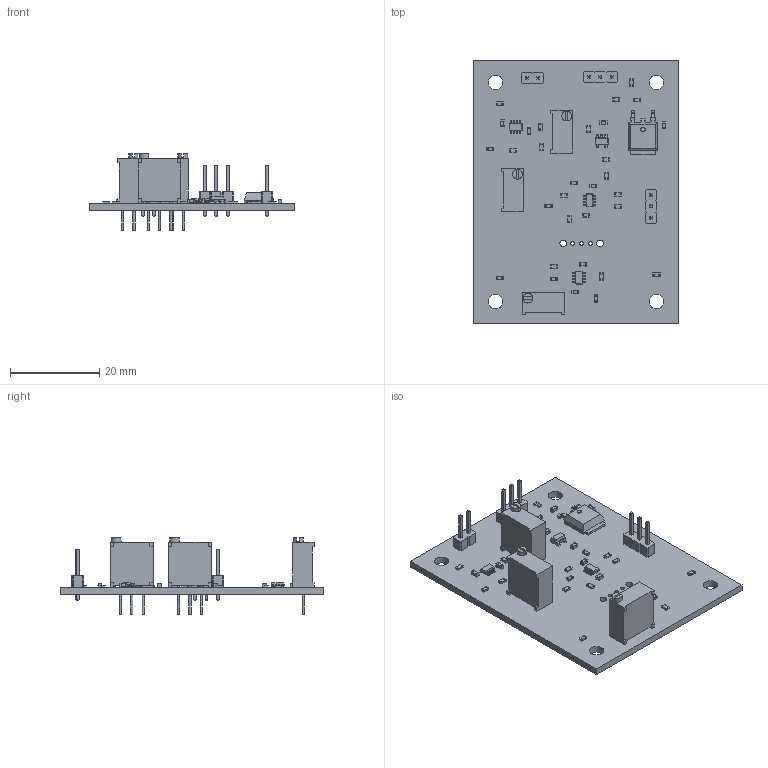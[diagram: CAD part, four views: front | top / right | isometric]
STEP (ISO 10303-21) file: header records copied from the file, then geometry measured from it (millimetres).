
FILE_DESCRIPTION(('KiCad electronic assembly'),'2;1');
FILE_NAME('plaqchek_potentiostat.step','2025-01-14T18:37:25',('Pcbnew'), ('Kicad'),'Open CASCADE STEP processor 7.6','KiCad to STEP converter', 'Unknown');
FILE_SCHEMA(('AUTOMOTIVE_DESIGN { 1 0 10303 214 1 1 1 1 }'));
Length unit declared in the file: millimetre
Products named in the file (20): plaqchek_potentiostat 1; Potentiometer_Bourns_3296Y_Vertical; SOLID; Potentiometer_Bourns_3296W_Vertical; TO-252-2; COMPOUND; R_0603_1608Metric; C_0603_1608Metric; PinHeader_1x02_P2.54mm_Vertical; PinHeader_1x03_P2.54mm_Vertical; TSOT-23-8; SOT-23-5; plaqchek_potentiostat PCB
Assembly tree (52 placements, depth 3):
  plaqchek_potentiostat 1
    Potentiometer_Bourns_3296Y_Vertical  x2
      SOLID
    Potentiometer_Bourns_3296W_Vertical
      SOLID
    TO-252-2
      COMPOUND
    R_0603_1608Metric  x21
      SOLID
    C_0603_1608Metric  x10
      SOLID
    PinHeader_1x02_P2.54mm_Vertical
      SOLID
    PinHeader_1x03_P2.54mm_Vertical  x2
      SOLID
    TSOT-23-8  x3
      SOLID
    SOT-23-5
      SOLID
    plaqchek_potentiostat PCB
Bounding box: 46 x 59 x 17.07 mm (x, y, z)
Volume: 5766.3 mm3; surface area: 7943.5 mm2
Topology: 47 solids, 47 shells, 1812 faces, 4637 edges, 2968 vertices
Faces by surface type: plane 1232, cylinder 455, bspline 125
Full cylindrical faces by diameter (mm): 0.51 x9, 0.8 x12, 1 x9, 1.5 x2, 2.19 x3, 3.2 x4
Entity records: 43355 total; most frequent: CARTESIAN_POINT 7658, DIRECTION 5863, LINE 4036, VECTOR 4036, ORIENTED_EDGE 3142, PCURVE 3142, DEFINITIONAL_REPRESENTATION 3142, EDGE_CURVE 1571
